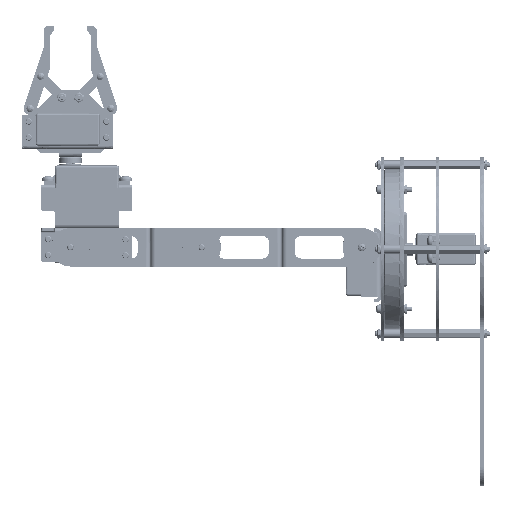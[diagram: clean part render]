
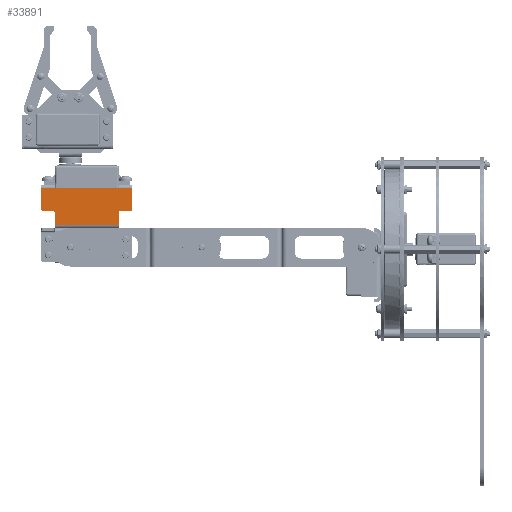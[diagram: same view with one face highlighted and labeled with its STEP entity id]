
A CAD part, left-side view. The second image highlights one B-rep face of the part: STEP entity #33891.
In plain terms, the highlighted free-form (B-spline) face has degree [1, 1] with [2, 2] control points.
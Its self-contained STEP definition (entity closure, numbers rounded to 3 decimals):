
#32720 = VERTEX_POINT('',#32721);
#32721 = CARTESIAN_POINT('',(-37.971,325.851,
    32.903));
#32728 = EDGE_CURVE('',#32729,#32720,#32731,.T.);
#32729 = VERTEX_POINT('',#32730);
#32730 = CARTESIAN_POINT('',(-37.971,324.472,
    31.524));
#32731 = ( BOUNDED_CURVE() B_SPLINE_CURVE(2,(#32732,#32733,#32734),
.UNSPECIFIED.,.F.,.F.) B_SPLINE_CURVE_WITH_KNOTS((3,3),(5.498,
7.069),.PIECEWISE_BEZIER_KNOTS.) CURVE() 
GEOMETRIC_REPRESENTATION_ITEM() RATIONAL_B_SPLINE_CURVE((1.,
0.707,1.)) REPRESENTATION_ITEM('') );
#32732 = CARTESIAN_POINT('',(-37.971,324.472,
    31.524));
#32733 = CARTESIAN_POINT('',(-37.971,324.472,
    32.903));
#32734 = CARTESIAN_POINT('',(-37.971,325.851,
    32.903));
#32797 = VERTEX_POINT('',#32798);
#32798 = CARTESIAN_POINT('',(-37.971,324.472,
    21.177));
#32804 = EDGE_CURVE('',#32729,#32797,#32805,.T.);
#32805 = B_SPLINE_CURVE_WITH_KNOTS('',1,(#32806,#32807),.UNSPECIFIED.,
  .F.,.F.,(2,2),(1.,8.5),.PIECEWISE_BEZIER_KNOTS.);
#32806 = CARTESIAN_POINT('',(-37.971,324.472,
    31.524));
#32807 = CARTESIAN_POINT('',(-37.971,324.472,
    21.177));
#32818 = VERTEX_POINT('',#32819);
#32819 = CARTESIAN_POINT('',(-37.971,269.288,
    31.524));
#32826 = EDGE_CURVE('',#32827,#32818,#32829,.T.);
#32827 = VERTEX_POINT('',#32828);
#32828 = CARTESIAN_POINT('',(-37.971,267.908,
    32.903));
#32829 = ( BOUNDED_CURVE() B_SPLINE_CURVE(2,(#32830,#32831,#32832),
.UNSPECIFIED.,.F.,.F.) B_SPLINE_CURVE_WITH_KNOTS((3,3),(5.498,
7.069),.PIECEWISE_BEZIER_KNOTS.) CURVE() 
GEOMETRIC_REPRESENTATION_ITEM() RATIONAL_B_SPLINE_CURVE((1.,
0.707,1.)) REPRESENTATION_ITEM('') );
#32830 = CARTESIAN_POINT('',(-37.971,267.908,
    32.903));
#32831 = CARTESIAN_POINT('',(-37.971,269.288,
    32.903));
#32832 = CARTESIAN_POINT('',(-37.971,269.288,
    31.524));
#32866 = VERTEX_POINT('',#32867);
#32867 = CARTESIAN_POINT('',(-37.971,258.941,
    32.903));
#32872 = EDGE_CURVE('',#32866,#32827,#32873,.T.);
#32873 = B_SPLINE_CURVE_WITH_KNOTS('',1,(#32874,#32875),.UNSPECIFIED.,
  .F.,.F.,(2,2),(1.,7.5),.PIECEWISE_BEZIER_KNOTS.);
#32874 = CARTESIAN_POINT('',(-37.971,258.941,
    32.903));
#32875 = CARTESIAN_POINT('',(-37.971,267.908,
    32.903));
#32885 = EDGE_CURVE('',#32886,#32866,#32888,.T.);
#32886 = VERTEX_POINT('',#32887);
#32887 = CARTESIAN_POINT('',(-37.971,257.561,
    34.283));
#32888 = ( BOUNDED_CURVE() B_SPLINE_CURVE(2,(#32889,#32890,#32891),
.UNSPECIFIED.,.F.,.F.) B_SPLINE_CURVE_WITH_KNOTS((3,3),(5.498,
7.069),.PIECEWISE_BEZIER_KNOTS.) CURVE() 
GEOMETRIC_REPRESENTATION_ITEM() RATIONAL_B_SPLINE_CURVE((1.,
0.707,1.)) REPRESENTATION_ITEM('') );
#32889 = CARTESIAN_POINT('',(-37.971,257.561,
    34.283));
#32890 = CARTESIAN_POINT('',(-37.971,257.561,
    32.903));
#32891 = CARTESIAN_POINT('',(-37.971,258.941,
    32.903));
#32955 = VERTEX_POINT('',#32956);
#32956 = CARTESIAN_POINT('',(-37.971,257.561,
    52.908));
#32962 = EDGE_CURVE('',#32955,#32886,#32963,.T.);
#32963 = B_SPLINE_CURVE_WITH_KNOTS('',1,(#32964,#32965),.UNSPECIFIED.,
  .F.,.F.,(2,2),(-0.,13.5),.PIECEWISE_BEZIER_KNOTS.);
#32964 = CARTESIAN_POINT('',(-37.971,257.561,
    52.908));
#32965 = CARTESIAN_POINT('',(-37.971,257.561,
    34.283));
#33056 = EDGE_CURVE('',#33057,#33059,#33061,.T.);
#33057 = VERTEX_POINT('',#33058);
#33058 = CARTESIAN_POINT('',(-37.971,334.819,
    32.903));
#33059 = VERTEX_POINT('',#33060);
#33060 = CARTESIAN_POINT('',(-37.971,336.198,
    34.283));
#33061 = ( BOUNDED_CURVE() B_SPLINE_CURVE(2,(#33062,#33063,#33064),
.UNSPECIFIED.,.F.,.F.) B_SPLINE_CURVE_WITH_KNOTS((3,3),(5.498,
7.069),.PIECEWISE_BEZIER_KNOTS.) CURVE() 
GEOMETRIC_REPRESENTATION_ITEM() RATIONAL_B_SPLINE_CURVE((1.,
0.707,1.)) REPRESENTATION_ITEM('') );
#33062 = CARTESIAN_POINT('',(-37.971,334.819,
    32.903));
#33063 = CARTESIAN_POINT('',(-37.971,336.198,
    32.903));
#33064 = CARTESIAN_POINT('',(-37.971,336.198,
    34.283));
#33088 = EDGE_CURVE('',#33057,#32720,#33089,.T.);
#33089 = B_SPLINE_CURVE_WITH_KNOTS('',1,(#33090,#33091),.UNSPECIFIED.,
  .F.,.F.,(2,2),(1.,7.5),.PIECEWISE_BEZIER_KNOTS.);
#33090 = CARTESIAN_POINT('',(-37.971,334.819,
    32.903));
#33091 = CARTESIAN_POINT('',(-37.971,325.851,
    32.903));
#33408 = EDGE_CURVE('',#33409,#33059,#33411,.T.);
#33409 = VERTEX_POINT('',#33410);
#33410 = CARTESIAN_POINT('',(-37.971,336.198,
    52.908));
#33411 = B_SPLINE_CURVE_WITH_KNOTS('',1,(#33412,#33413),.UNSPECIFIED.,
  .F.,.F.,(2,2),(0.,13.5),.PIECEWISE_BEZIER_KNOTS.);
#33412 = CARTESIAN_POINT('',(-37.971,336.198,
    52.908));
#33413 = CARTESIAN_POINT('',(-37.971,336.198,
    34.283));
#33543 = VERTEX_POINT('',#33544);
#33544 = CARTESIAN_POINT('',(-37.971,324.472,
    52.908));
#33602 = VERTEX_POINT('',#33603);
#33603 = CARTESIAN_POINT('',(-37.971,269.288,
    52.908));
#33661 = EDGE_CURVE('',#33602,#32955,#33662,.T.);
#33662 = B_SPLINE_CURVE_WITH_KNOTS('',1,(#33663,#33664),.UNSPECIFIED.,
  .F.,.F.,(2,2),(20.,28.5),.PIECEWISE_BEZIER_KNOTS.);
#33663 = CARTESIAN_POINT('',(-37.971,269.288,
    52.908));
#33664 = CARTESIAN_POINT('',(-37.971,257.561,
    52.908));
#33677 = EDGE_CURVE('',#32818,#33678,#33680,.T.);
#33678 = VERTEX_POINT('',#33679);
#33679 = CARTESIAN_POINT('',(-37.971,269.288,
    21.177));
#33680 = B_SPLINE_CURVE_WITH_KNOTS('',1,(#33681,#33682),.UNSPECIFIED.,
  .F.,.F.,(2,2),(1.,8.5),.PIECEWISE_BEZIER_KNOTS.);
#33681 = CARTESIAN_POINT('',(-37.971,269.288,
    31.524));
#33682 = CARTESIAN_POINT('',(-37.971,269.288,
    21.177));
#33839 = EDGE_CURVE('',#32797,#33678,#33840,.T.);
#33840 = B_SPLINE_CURVE_WITH_KNOTS('',1,(#33841,#33842),.UNSPECIFIED.,
  .F.,.F.,(2,2),(0.,40.),.PIECEWISE_BEZIER_KNOTS.);
#33841 = CARTESIAN_POINT('',(-37.971,324.472,
    21.177));
#33842 = CARTESIAN_POINT('',(-37.971,269.288,
    21.177));
#33858 = EDGE_CURVE('',#33543,#33409,#33859,.T.);
#33859 = B_SPLINE_CURVE_WITH_KNOTS('',1,(#33860,#33861),.UNSPECIFIED.,
  .F.,.F.,(2,2),(20.,28.5),.PIECEWISE_BEZIER_KNOTS.);
#33860 = CARTESIAN_POINT('',(-37.971,324.472,
    52.908));
#33861 = CARTESIAN_POINT('',(-37.971,336.198,
    52.908));
#33880 = EDGE_CURVE('',#33543,#33602,#33881,.T.);
#33881 = B_SPLINE_CURVE_WITH_KNOTS('',1,(#33882,#33883),.UNSPECIFIED.,
  .F.,.F.,(2,2),(-20.,20.),.PIECEWISE_BEZIER_KNOTS.);
#33882 = CARTESIAN_POINT('',(-37.971,324.472,
    52.908));
#33883 = CARTESIAN_POINT('',(-37.971,269.288,
    52.908));
#33891 = ADVANCED_FACE('',(#33892),#33908,.T.);
#33892 = FACE_BOUND('',#33893,.T.);
#33893 = EDGE_LOOP('',(#33894,#33895,#33896,#33897,#33898,#33899,#33900,
    #33901,#33902,#33903,#33904,#33905,#33906,#33907));
#33894 = ORIENTED_EDGE('',*,*,#32885,.F.);
#33895 = ORIENTED_EDGE('',*,*,#32962,.F.);
#33896 = ORIENTED_EDGE('',*,*,#33661,.F.);
#33897 = ORIENTED_EDGE('',*,*,#33880,.F.);
#33898 = ORIENTED_EDGE('',*,*,#33858,.T.);
#33899 = ORIENTED_EDGE('',*,*,#33408,.T.);
#33900 = ORIENTED_EDGE('',*,*,#33056,.F.);
#33901 = ORIENTED_EDGE('',*,*,#33088,.T.);
#33902 = ORIENTED_EDGE('',*,*,#32728,.F.);
#33903 = ORIENTED_EDGE('',*,*,#32804,.T.);
#33904 = ORIENTED_EDGE('',*,*,#33839,.T.);
#33905 = ORIENTED_EDGE('',*,*,#33677,.F.);
#33906 = ORIENTED_EDGE('',*,*,#32826,.F.);
#33907 = ORIENTED_EDGE('',*,*,#32872,.F.);
#33908 = B_SPLINE_SURFACE_WITH_KNOTS('',1,1,(
    (#33909,#33910)
    ,(#33911,#33912
    )),.UNSPECIFIED.,.F.,.F.,.F.,(2,2),(2,2),(-14.25,42.75),(-11.5,11.5)
  ,.PIECEWISE_BEZIER_KNOTS.);
#33909 = CARTESIAN_POINT('',(-37.971,336.198,
    21.177));
#33910 = CARTESIAN_POINT('',(-37.971,336.198,
    52.908));
#33911 = CARTESIAN_POINT('',(-37.971,257.561,
    21.177));
#33912 = CARTESIAN_POINT('',(-37.971,257.561,
    52.908));
